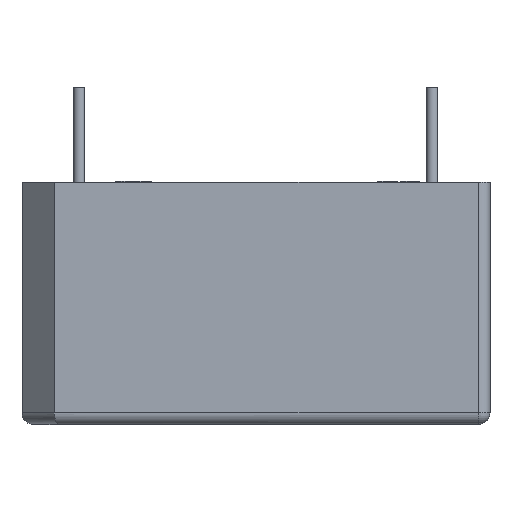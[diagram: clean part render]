
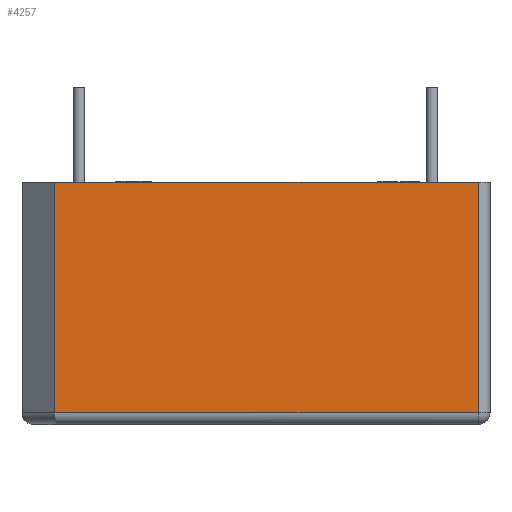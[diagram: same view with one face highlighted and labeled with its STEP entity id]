
A CAD part, left-side view. The second image highlights one B-rep face of the part: STEP entity #4257.
In plain terms, the highlighted planar face has unit normal (-1, 0, 0).
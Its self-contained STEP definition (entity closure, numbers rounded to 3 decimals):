
#235=LINE('',#5981,#626);
#252=LINE('',#6029,#643);
#255=LINE('',#6035,#646);
#276=LINE('',#6081,#667);
#626=VECTOR('',#4936,18.3);
#643=VECTOR('',#4987,9.95);
#646=VECTOR('',#4992,18.3);
#667=VECTOR('',#5051,9.95);
#1005=PLANE('',#4545);
#1280=FACE_OUTER_BOUND('',#1546,.T.);
#1546=EDGE_LOOP('',(#3210,#3211,#3212,#3213));
#2015=VERTEX_POINT('',#5978);
#2016=VERTEX_POINT('',#5980);
#2025=VERTEX_POINT('',#6006);
#2032=VERTEX_POINT('',#6034);
#2446=EDGE_CURVE('',#2016,#2015,#235,.T.);
#2473=EDGE_CURVE('',#2016,#2025,#252,.T.);
#2476=EDGE_CURVE('',#2025,#2032,#255,.T.);
#2499=EDGE_CURVE('',#2032,#2015,#276,.T.);
#3210=ORIENTED_EDGE('',*,*,#2473,.F.);
#3211=ORIENTED_EDGE('',*,*,#2446,.T.);
#3212=ORIENTED_EDGE('',*,*,#2499,.F.);
#3213=ORIENTED_EDGE('',*,*,#2476,.F.);
#4257=ADVANCED_FACE('',(#1280),#1005,.T.);
#4545=AXIS2_PLACEMENT_3D('',#6082,#5052,#5053);
#4936=DIRECTION('',(0.,1.,0.));
#4987=DIRECTION('',(0.,0.,-1.));
#4992=DIRECTION('',(0.,1.,0.));
#5051=DIRECTION('',(0.,0.,1.));
#5052=DIRECTION('center_axis',(-1.,0.,0.));
#5053=DIRECTION('ref_axis',(0.,0.,1.));
#5978=CARTESIAN_POINT('',(-15.84,8.7,10.45));
#5980=CARTESIAN_POINT('',(-15.84,-9.6,10.45));
#5981=CARTESIAN_POINT('',(-15.84,10.1,10.45));
#6006=CARTESIAN_POINT('',(-15.84,-9.6,0.5));
#6029=CARTESIAN_POINT('',(-15.84,-9.6,0.));
#6034=CARTESIAN_POINT('',(-15.84,8.7,0.5));
#6035=CARTESIAN_POINT('',(-15.84,-5.05,0.5));
#6081=CARTESIAN_POINT('',(-15.84,8.7,0.));
#6082=CARTESIAN_POINT('Origin',(-15.84,-10.1,0.));
